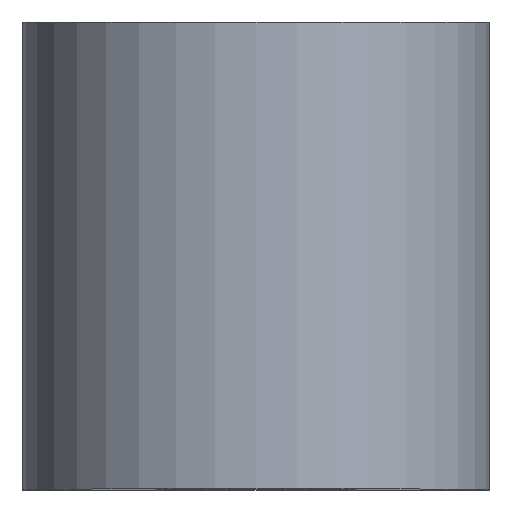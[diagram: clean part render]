
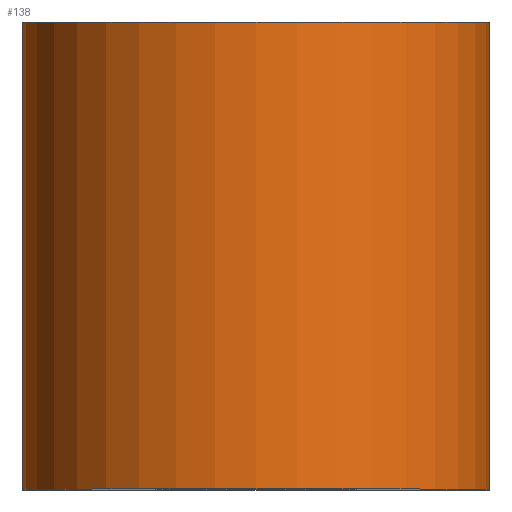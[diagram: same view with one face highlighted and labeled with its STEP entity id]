
A CAD part, top view. The second image highlights one B-rep face of the part: STEP entity #138.
In plain terms, the highlighted cylindrical face has radius 11.113 mm (diameter 22.225 mm), a partial arc.
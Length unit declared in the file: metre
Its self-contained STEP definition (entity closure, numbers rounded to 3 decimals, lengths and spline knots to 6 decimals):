
#14=CYLINDRICAL_SURFACE('',#167,0.011113);
#20=LINE('',#230,#28);
#21=LINE('',#234,#29);
#28=VECTOR('',#187,1.);
#29=VECTOR('',#192,1.);
#58=ORIENTED_EDGE('',*,*,#78,.F.);
#59=ORIENTED_EDGE('',*,*,#74,.T.);
#60=ORIENTED_EDGE('',*,*,#65,.F.);
#61=ORIENTED_EDGE('',*,*,#72,.F.);
#65=EDGE_CURVE('',#81,#82,#93,.T.);
#72=EDGE_CURVE('',#87,#81,#20,.T.);
#74=EDGE_CURVE('',#89,#82,#21,.T.);
#78=EDGE_CURVE('',#89,#87,#99,.F.);
#81=VERTEX_POINT('',#216);
#82=VERTEX_POINT('',#217);
#87=VERTEX_POINT('',#229);
#89=VERTEX_POINT('',#235);
#93=CIRCLE('',#155,0.011113);
#99=CIRCLE('',#164,0.011113);
#111=EDGE_LOOP('',(#58,#59,#60,#61));
#125=FACE_BOUND('',#111,.T.);
#138=ADVANCED_FACE('',(#125),#14,.T.);
#155=AXIS2_PLACEMENT_3D('',#215,#175,#176);
#164=AXIS2_PLACEMENT_3D('',#242,#200,#201);
#167=AXIS2_PLACEMENT_3D('',#246,#207,#208);
#175=DIRECTION('',(0.,1.,0.));
#176=DIRECTION('',(0.,0.,-1.));
#187=DIRECTION('',(0.,1.,0.));
#192=DIRECTION('',(0.,1.,0.));
#200=DIRECTION('',(0.,1.,0.));
#201=DIRECTION('',(0.,0.,-1.));
#207=DIRECTION('',(0.,1.,0.));
#208=DIRECTION('',(0.,0.,1.));
#215=CARTESIAN_POINT('',(0.05061,-0.12554,0.104394));
#216=CARTESIAN_POINT('',(0.039497,-0.12554,0.104394));
#217=CARTESIAN_POINT('',(0.061722,-0.12554,0.104394));
#229=CARTESIAN_POINT('',(0.039497,-0.147765,0.104394));
#230=CARTESIAN_POINT('',(0.039497,-0.162052,0.104394));
#234=CARTESIAN_POINT('',(0.061722,-0.162052,0.104394));
#235=CARTESIAN_POINT('',(0.061722,-0.147765,0.104394));
#242=CARTESIAN_POINT('',(0.05061,-0.147765,0.104394));
#246=CARTESIAN_POINT('',(0.05061,-0.162052,0.104394));
